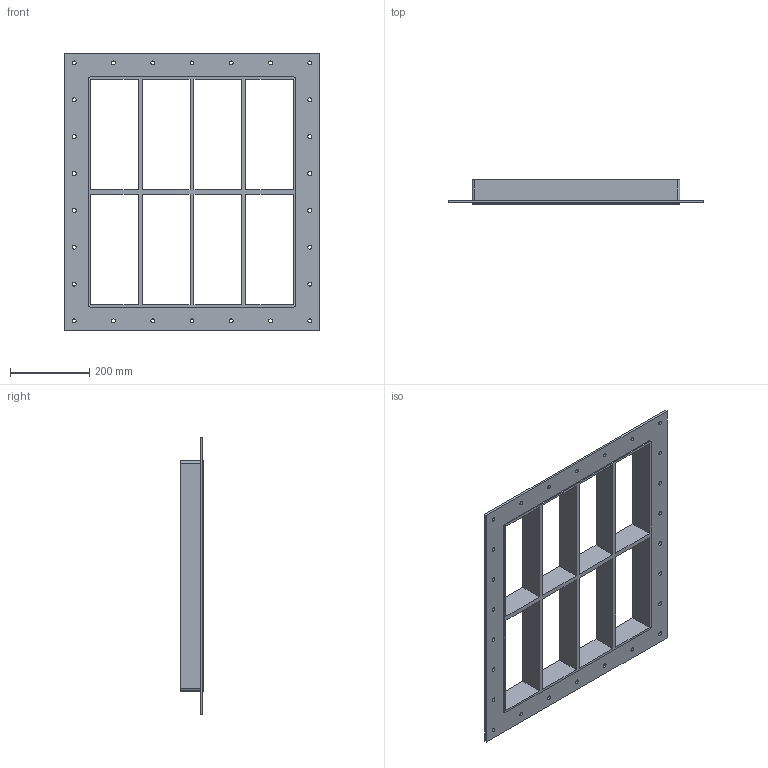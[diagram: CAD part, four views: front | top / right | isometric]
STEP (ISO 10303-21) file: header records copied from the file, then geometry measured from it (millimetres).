
FILE_DESCRIPTION((''),'2;1');
FILE_NAME('G B EX8+8X4.stp','2014-12-01T14:12:27',(''),(''),'Autodesk Inventor 2013','Autodesk Inventor 2013','');
FILE_SCHEMA(('AUTOMOTIVE_DESIGN { 1 0 10303 214 1 1 1 1 }'));
Length unit declared in the file: millimetre
Products named in the file (1): G B Ex
Bounding box: 644 x 60 x 700 mm (x, y, z)
Volume: 3023039 mm3; surface area: 883796.6 mm2
Topology: 1 solids, 1 shells, 82 faces, 260 edges, 182 vertices
Faces by surface type: plane 48, cylinder 34
Full cylindrical faces by diameter (mm): 10 x26
Entity records: 2718 total; most frequent: CARTESIAN_POINT 447, DIRECTION 442, ORIENTED_EDGE 416, EDGE_CURVE 208, EDGE_LOOP 178, VERTEX_POINT 156, AXIS2_PLACEMENT_3D 151, VECTOR 140
